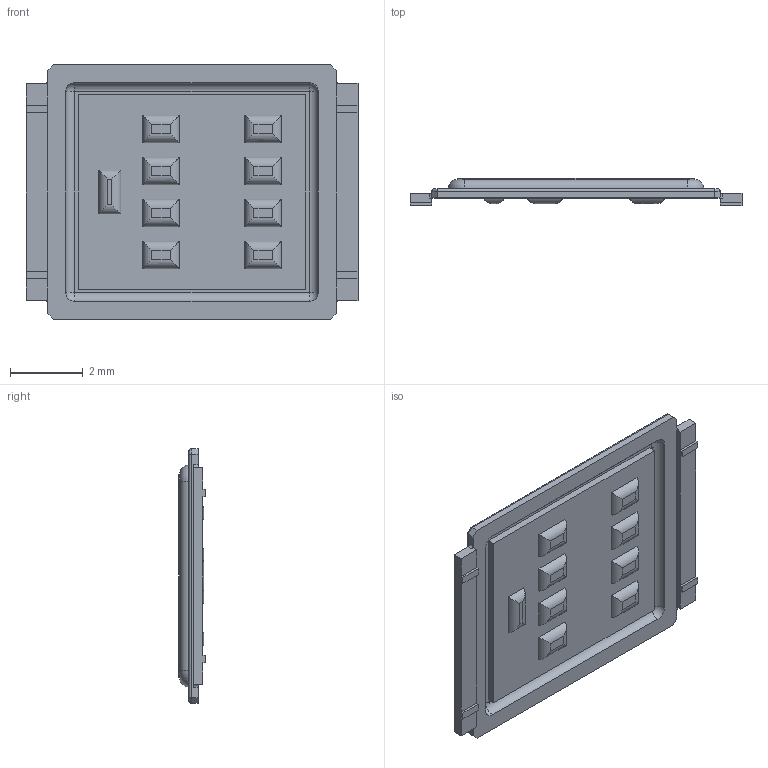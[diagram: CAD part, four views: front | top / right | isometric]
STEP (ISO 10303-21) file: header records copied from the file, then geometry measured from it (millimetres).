
FILE_DESCRIPTION (( 'STEP AP214' ), '1' );
FILE_NAME ('AUIRF7749L2TR.STEP', '2018-08-13T21:37:44', ( '' ), ( '' ), 'SwSTEP 2.0', 'SolidWorks 2017', '' );
FILE_SCHEMA (( 'AUTOMOTIVE_DESIGN' ));
Length unit declared in the file: millimetre
Products named in the file (1): AUIRF7749L2TR
Bounding box: 9.1 x 0.74 x 6.97 mm (x, y, z)
Volume: 25.1 mm3; surface area: 254.5 mm2
Topology: 12 solids, 12 shells, 163 faces, 374 edges, 231 vertices
Faces by surface type: plane 82, cylinder 69, torus 8, sphere 4
Entity records: 4606 total; most frequent: CARTESIAN_POINT 897, ORIENTED_EDGE 740, DIRECTION 715, EDGE_CURVE 370, LINE 265, VECTOR 265, VERTEX_POINT 231, AXIS2_PLACEMENT_3D 225
